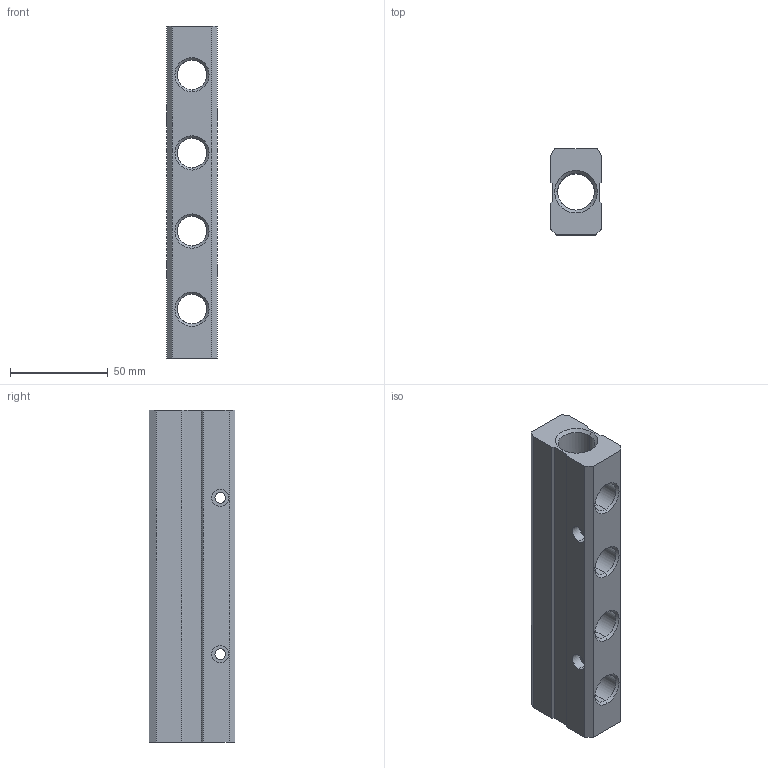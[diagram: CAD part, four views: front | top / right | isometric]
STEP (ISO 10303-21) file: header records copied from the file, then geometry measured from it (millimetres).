
FILE_DESCRIPTION (( 'STEP AP214' ), '1' );
FILE_NAME ('DRF.2F04.2F03_K.STEP', '2018-08-28T08:31:22', ( '' ), ( '' ), 'SwSTEP 2.0', 'SolidWorks 2018', '' );
FILE_SCHEMA (( 'AUTOMOTIVE_DESIGN' ));
Length unit declared in the file: millimetre
Products named in the file (1): DRF.2F04.2F03_K
Bounding box: 26 x 44 x 170 mm (x, y, z)
Volume: 119750.8 mm3; surface area: 37645.4 mm2
Topology: 1 solids, 1 shells, 66 faces, 166 edges, 104 vertices
Faces by surface type: cylinder 26, cone 20, plane 20
Entity records: 2978 total; most frequent: CARTESIAN_POINT 1105, DIRECTION 340, ORIENTED_EDGE 332, EDGE_CURVE 166, AXIS2_PLACEMENT_3D 123, VERTEX_POINT 104, LINE 94, VECTOR 94
